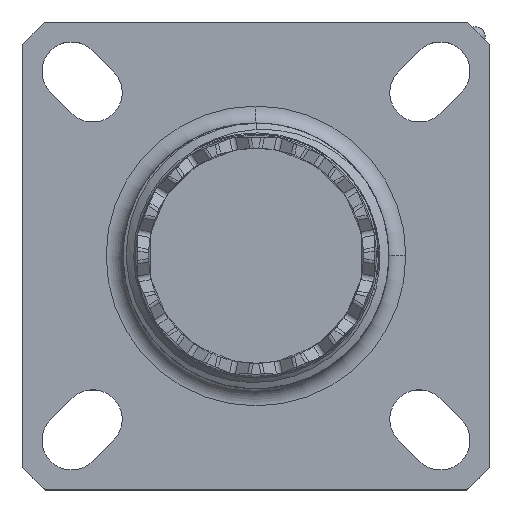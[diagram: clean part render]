
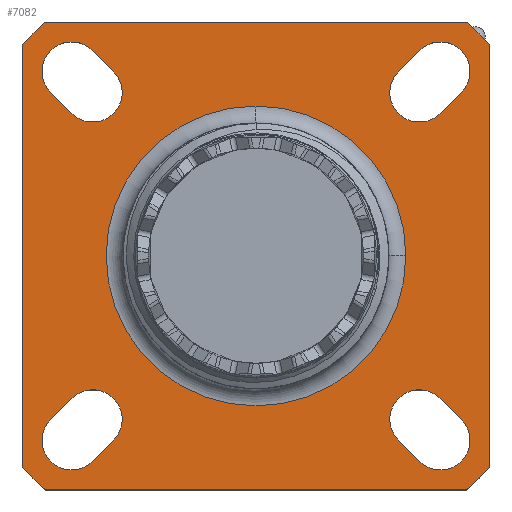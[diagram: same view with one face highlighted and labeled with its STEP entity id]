
A CAD part, top view. The second image highlights one B-rep face of the part: STEP entity #7082.
In plain terms, the highlighted planar face has unit normal (0, 0, 1).
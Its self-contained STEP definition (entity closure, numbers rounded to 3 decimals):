
#1078=CARTESIAN_POINT('',(0.,0.,3.545));
#1079=DIRECTION('',(0.,0.,1.));
#1080=DIRECTION('',(-0.669,0.743,0.));
#1081=AXIS2_PLACEMENT_3D('',#1078,#1079,#1080);
#1083=DIRECTION('',(-1.,0.,0.));
#1084=VECTOR('',#1083,23.533);
#1085=CARTESIAN_POINT('',(11.767,13.075,3.545));
#1086=LINE('',#1085,#1084);
#1087=CARTESIAN_POINT('',(0.,0.,3.545));
#1088=DIRECTION('',(0.,0.,1.));
#1089=DIRECTION('',(0.743,0.669,0.));
#1090=AXIS2_PLACEMENT_3D('',#1087,#1088,#1089);
#1092=DIRECTION('',(0.,1.,0.));
#1093=VECTOR('',#1092,23.533);
#1094=CARTESIAN_POINT('',(13.075,-11.767,3.545));
#1095=LINE('',#1094,#1093);
#1096=CARTESIAN_POINT('',(0.,0.,3.545));
#1097=DIRECTION('',(0.,0.,1.));
#1098=DIRECTION('',(0.669,-0.743,0.));
#1099=AXIS2_PLACEMENT_3D('',#1096,#1097,#1098);
#1101=DIRECTION('',(1.,0.,0.));
#1102=VECTOR('',#1101,23.533);
#1103=CARTESIAN_POINT('',(-11.767,-13.075,3.545));
#1104=LINE('',#1103,#1102);
#1105=CARTESIAN_POINT('',(0.,0.,3.545));
#1106=DIRECTION('',(0.,0.,1.));
#1107=DIRECTION('',(-0.743,-0.669,0.));
#1108=AXIS2_PLACEMENT_3D('',#1105,#1106,#1107);
#1110=DIRECTION('',(0.,-1.,0.));
#1111=VECTOR('',#1110,23.533);
#1112=CARTESIAN_POINT('',(-13.075,11.767,3.545));
#1113=LINE('',#1112,#1111);
#1114=CARTESIAN_POINT('',(10.31,-10.31,3.545));
#1115=DIRECTION('',(0.,0.,1.));
#1116=DIRECTION('',(-0.707,-0.707,0.));
#1117=AXIS2_PLACEMENT_3D('',#1114,#1115,#1116);
#1119=DIRECTION('',(-0.707,0.707,0.));
#1120=VECTOR('',#1119,1.669);
#1121=CARTESIAN_POINT('',(11.477,-9.143,3.545));
#1122=LINE('',#1121,#1120);
#1123=CARTESIAN_POINT('',(9.13,-9.13,3.545));
#1124=DIRECTION('',(0.,0.,1.));
#1125=DIRECTION('',(0.707,0.707,0.));
#1126=AXIS2_PLACEMENT_3D('',#1123,#1124,#1125);
#1128=DIRECTION('',(0.707,-0.707,0.));
#1129=VECTOR('',#1128,1.669);
#1130=CARTESIAN_POINT('',(7.963,-10.297,3.545));
#1131=LINE('',#1130,#1129);
#1132=CARTESIAN_POINT('',(10.31,10.31,3.545));
#1133=DIRECTION('',(0.,0.,1.));
#1134=DIRECTION('',(0.707,-0.707,0.));
#1135=AXIS2_PLACEMENT_3D('',#1132,#1133,#1134);
#1137=DIRECTION('',(-0.707,-0.707,0.));
#1138=VECTOR('',#1137,1.669);
#1139=CARTESIAN_POINT('',(9.143,11.477,3.545));
#1140=LINE('',#1139,#1138);
#1141=CARTESIAN_POINT('',(9.13,9.13,3.545));
#1142=DIRECTION('',(0.,0.,1.));
#1143=DIRECTION('',(-0.707,0.707,0.));
#1144=AXIS2_PLACEMENT_3D('',#1141,#1142,#1143);
#1146=DIRECTION('',(0.707,0.707,0.));
#1147=VECTOR('',#1146,1.669);
#1148=CARTESIAN_POINT('',(10.297,7.963,3.545));
#1149=LINE('',#1148,#1147);
#1150=CARTESIAN_POINT('',(-10.31,10.31,3.545));
#1151=DIRECTION('',(0.,0.,1.));
#1152=DIRECTION('',(0.707,0.707,0.));
#1153=AXIS2_PLACEMENT_3D('',#1150,#1151,#1152);
#1155=DIRECTION('',(0.707,-0.707,0.));
#1156=VECTOR('',#1155,1.669);
#1157=CARTESIAN_POINT('',(-11.477,9.143,3.545));
#1158=LINE('',#1157,#1156);
#1159=CARTESIAN_POINT('',(-9.13,9.13,3.545));
#1160=DIRECTION('',(0.,0.,1.));
#1161=DIRECTION('',(-0.707,-0.707,0.));
#1162=AXIS2_PLACEMENT_3D('',#1159,#1160,#1161);
#1164=DIRECTION('',(-0.707,0.707,0.));
#1165=VECTOR('',#1164,1.669);
#1166=CARTESIAN_POINT('',(-7.963,10.297,3.545));
#1167=LINE('',#1166,#1165);
#1168=CARTESIAN_POINT('',(-10.31,-10.31,3.545));
#1169=DIRECTION('',(0.,0.,1.));
#1170=DIRECTION('',(-0.707,0.707,0.));
#1171=AXIS2_PLACEMENT_3D('',#1168,#1169,#1170);
#1173=DIRECTION('',(0.707,0.707,0.));
#1174=VECTOR('',#1173,1.669);
#1175=CARTESIAN_POINT('',(-9.143,-11.477,3.545));
#1176=LINE('',#1175,#1174);
#1177=CARTESIAN_POINT('',(-9.13,-9.13,3.545));
#1178=DIRECTION('',(0.,0.,1.));
#1179=DIRECTION('',(0.707,-0.707,0.));
#1180=AXIS2_PLACEMENT_3D('',#1177,#1178,#1179);
#1182=DIRECTION('',(-0.707,-0.707,0.));
#1183=VECTOR('',#1182,1.669);
#1184=CARTESIAN_POINT('',(-10.297,-7.963,3.545));
#1185=LINE('',#1184,#1183);
#1186=CARTESIAN_POINT('',(0.,0.,3.545));
#1187=DIRECTION('',(0.,0.,-1.));
#1188=DIRECTION('',(0.,1.,0.));
#1189=AXIS2_PLACEMENT_3D('',#1186,#1187,#1188);
#1191=CARTESIAN_POINT('',(0.,0.,3.545));
#1192=DIRECTION('',(0.,0.,-1.));
#1193=DIRECTION('',(1.,0.,0.));
#1194=AXIS2_PLACEMENT_3D('',#1191,#1192,#1193);
#5300=CARTESIAN_POINT('',(-13.075,11.767,3.545));
#5301=CARTESIAN_POINT('',(-13.075,-11.767,3.545));
#5302=VERTEX_POINT('',#5300);
#5303=VERTEX_POINT('',#5301);
#5304=CARTESIAN_POINT('',(-11.767,-13.075,3.545));
#5305=CARTESIAN_POINT('',(11.767,-13.075,3.545));
#5306=VERTEX_POINT('',#5304);
#5307=VERTEX_POINT('',#5305);
#5308=CARTESIAN_POINT('',(13.075,-11.767,3.545));
#5309=CARTESIAN_POINT('',(13.075,11.767,3.545));
#5310=VERTEX_POINT('',#5308);
#5311=VERTEX_POINT('',#5309);
#5312=CARTESIAN_POINT('',(11.767,13.075,3.545));
#5313=CARTESIAN_POINT('',(-11.767,13.075,3.545));
#5314=VERTEX_POINT('',#5312);
#5315=VERTEX_POINT('',#5313);
#5348=CARTESIAN_POINT('',(9.143,-11.477,3.545));
#5349=CARTESIAN_POINT('',(11.477,-9.143,3.545));
#5350=VERTEX_POINT('',#5348);
#5351=VERTEX_POINT('',#5349);
#5352=CARTESIAN_POINT('',(10.297,-7.963,3.545));
#5353=VERTEX_POINT('',#5352);
#5354=CARTESIAN_POINT('',(7.963,-10.297,3.545));
#5355=VERTEX_POINT('',#5354);
#5356=CARTESIAN_POINT('',(11.477,9.143,3.545));
#5357=CARTESIAN_POINT('',(9.143,11.477,3.545));
#5358=VERTEX_POINT('',#5356);
#5359=VERTEX_POINT('',#5357);
#5360=CARTESIAN_POINT('',(7.963,10.297,3.545));
#5361=VERTEX_POINT('',#5360);
#5362=CARTESIAN_POINT('',(10.297,7.963,3.545));
#5363=VERTEX_POINT('',#5362);
#5364=CARTESIAN_POINT('',(-9.143,11.477,3.545));
#5365=CARTESIAN_POINT('',(-11.477,9.143,3.545));
#5366=VERTEX_POINT('',#5364);
#5367=VERTEX_POINT('',#5365);
#5368=CARTESIAN_POINT('',(-10.297,7.963,3.545));
#5369=VERTEX_POINT('',#5368);
#5370=CARTESIAN_POINT('',(-7.963,10.297,3.545));
#5371=VERTEX_POINT('',#5370);
#5372=CARTESIAN_POINT('',(-11.477,-9.143,3.545));
#5373=CARTESIAN_POINT('',(-9.143,-11.477,3.545));
#5374=VERTEX_POINT('',#5372);
#5375=VERTEX_POINT('',#5373);
#5376=CARTESIAN_POINT('',(-7.963,-10.297,3.545));
#5377=VERTEX_POINT('',#5376);
#5378=CARTESIAN_POINT('',(-10.297,-7.963,3.545));
#5379=VERTEX_POINT('',#5378);
#5836=CARTESIAN_POINT('',(0.,8.376,3.545));
#5837=CARTESIAN_POINT('',(8.376,0.,3.545));
#5838=VERTEX_POINT('',#5836);
#5839=VERTEX_POINT('',#5837);
#7021=CARTESIAN_POINT('',(0.,0.,3.545));
#7022=DIRECTION('',(0.,0.,1.));
#7023=DIRECTION('',(1.,0.,0.));
#7024=AXIS2_PLACEMENT_3D('',#7021,#7022,#7023);
#7025=PLANE('',#7024);
#7026=ORIENTED_EDGE('',*,*,#6911,.F.);
#7027=ORIENTED_EDGE('',*,*,#6926,.F.);
#7028=ORIENTED_EDGE('',*,*,#6940,.F.);
#7029=ORIENTED_EDGE('',*,*,#6960,.F.);
#7030=ORIENTED_EDGE('',*,*,#6974,.F.);
#7031=ORIENTED_EDGE('',*,*,#6988,.F.);
#7032=ORIENTED_EDGE('',*,*,#7002,.F.);
#7033=ORIENTED_EDGE('',*,*,#7015,.F.);
#7034=EDGE_LOOP('',(#7026,#7027,#7028,#7029,#7030,#7031,#7032,#7033));
#7035=FACE_OUTER_BOUND('',#7034,.F.);
#7037=ORIENTED_EDGE('',*,*,#7036,.T.);
#7039=ORIENTED_EDGE('',*,*,#7038,.T.);
#7041=ORIENTED_EDGE('',*,*,#7040,.T.);
#7043=ORIENTED_EDGE('',*,*,#7042,.T.);
#7044=EDGE_LOOP('',(#7037,#7039,#7041,#7043));
#7045=FACE_BOUND('',#7044,.F.);
#7047=ORIENTED_EDGE('',*,*,#7046,.T.);
#7049=ORIENTED_EDGE('',*,*,#7048,.T.);
#7051=ORIENTED_EDGE('',*,*,#7050,.T.);
#7053=ORIENTED_EDGE('',*,*,#7052,.T.);
#7054=EDGE_LOOP('',(#7047,#7049,#7051,#7053));
#7055=FACE_BOUND('',#7054,.F.);
#7057=ORIENTED_EDGE('',*,*,#7056,.T.);
#7059=ORIENTED_EDGE('',*,*,#7058,.T.);
#7061=ORIENTED_EDGE('',*,*,#7060,.T.);
#7063=ORIENTED_EDGE('',*,*,#7062,.T.);
#7064=EDGE_LOOP('',(#7057,#7059,#7061,#7063));
#7065=FACE_BOUND('',#7064,.F.);
#7067=ORIENTED_EDGE('',*,*,#7066,.T.);
#7069=ORIENTED_EDGE('',*,*,#7068,.T.);
#7071=ORIENTED_EDGE('',*,*,#7070,.T.);
#7073=ORIENTED_EDGE('',*,*,#7072,.T.);
#7074=EDGE_LOOP('',(#7067,#7069,#7071,#7073));
#7075=FACE_BOUND('',#7074,.F.);
#7077=ORIENTED_EDGE('',*,*,#7076,.F.);
#7079=ORIENTED_EDGE('',*,*,#7078,.F.);
#7080=EDGE_LOOP('',(#7077,#7079));
#7081=FACE_BOUND('',#7080,.F.);
#7082=ADVANCED_FACE('',(#7035,#7045,#7055,#7065,#7075,#7081),#7025,.T.);
#1082=CIRCLE('',#1081,17.59);
#1091=CIRCLE('',#1090,17.59);
#1100=CIRCLE('',#1099,17.59);
#1109=CIRCLE('',#1108,17.59);
#1118=CIRCLE('',#1117,1.65);
#1127=CIRCLE('',#1126,1.65);
#1136=CIRCLE('',#1135,1.65);
#1145=CIRCLE('',#1144,1.65);
#1154=CIRCLE('',#1153,1.65);
#1163=CIRCLE('',#1162,1.65);
#1172=CIRCLE('',#1171,1.65);
#1181=CIRCLE('',#1180,1.65);
#1190=CIRCLE('',#1189,8.376);
#1195=CIRCLE('',#1194,8.376);
#6911=EDGE_CURVE('',#5315,#5302,#1082,.T.);
#6926=EDGE_CURVE('',#5314,#5315,#1086,.T.);
#6940=EDGE_CURVE('',#5311,#5314,#1091,.T.);
#6960=EDGE_CURVE('',#5310,#5311,#1095,.T.);
#6974=EDGE_CURVE('',#5307,#5310,#1100,.T.);
#6988=EDGE_CURVE('',#5306,#5307,#1104,.T.);
#7002=EDGE_CURVE('',#5303,#5306,#1109,.T.);
#7015=EDGE_CURVE('',#5302,#5303,#1113,.T.);
#7036=EDGE_CURVE('',#5350,#5351,#1118,.T.);
#7038=EDGE_CURVE('',#5351,#5353,#1122,.T.);
#7040=EDGE_CURVE('',#5353,#5355,#1127,.T.);
#7042=EDGE_CURVE('',#5355,#5350,#1131,.T.);
#7046=EDGE_CURVE('',#5358,#5359,#1136,.T.);
#7048=EDGE_CURVE('',#5359,#5361,#1140,.T.);
#7050=EDGE_CURVE('',#5361,#5363,#1145,.T.);
#7052=EDGE_CURVE('',#5363,#5358,#1149,.T.);
#7056=EDGE_CURVE('',#5366,#5367,#1154,.T.);
#7058=EDGE_CURVE('',#5367,#5369,#1158,.T.);
#7060=EDGE_CURVE('',#5369,#5371,#1163,.T.);
#7062=EDGE_CURVE('',#5371,#5366,#1167,.T.);
#7066=EDGE_CURVE('',#5374,#5375,#1172,.T.);
#7068=EDGE_CURVE('',#5375,#5377,#1176,.T.);
#7070=EDGE_CURVE('',#5377,#5379,#1181,.T.);
#7072=EDGE_CURVE('',#5379,#5374,#1185,.T.);
#7076=EDGE_CURVE('',#5838,#5839,#1190,.T.);
#7078=EDGE_CURVE('',#5839,#5838,#1195,.T.);
